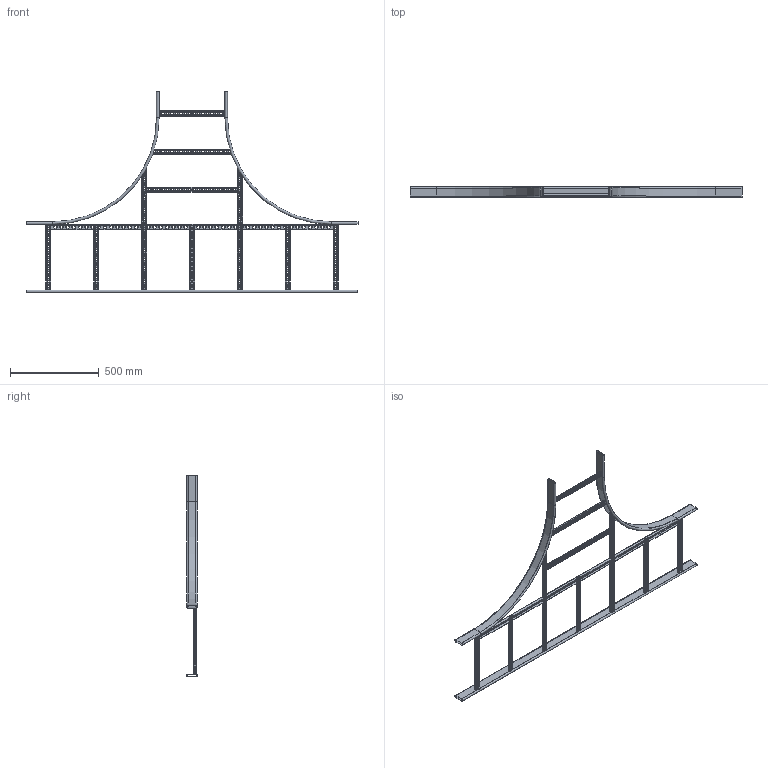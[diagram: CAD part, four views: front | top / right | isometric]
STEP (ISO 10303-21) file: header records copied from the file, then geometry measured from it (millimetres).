
FILE_DESCRIPTION (( 'STEP AP203' ), '1' );
FILE_NAME ('10-04-6378.STEP', '2013-05-02T10:07:07', ( 'asennus' ), ( '' ), 'SwSTEP 2.0', 'SolidWorks 2013', '' );
FILE_SCHEMA (( 'CONFIG_CONTROL_DESIGN' ));
Length unit declared in the file: millimetre
Products named in the file (1): 10-04-6378
Bounding box: 1870 x 60 x 1135 mm (x, y, z)
Volume: 1020801 mm3; surface area: 1904772.8 mm2
Topology: 14 solids, 14 shells, 1562 faces, 4162 edges, 2628 vertices
Faces by surface type: plane 886, cylinder 650, bspline 18, torus 8
Entity records: 50129 total; most frequent: CARTESIAN_POINT 9931, ORIENTED_EDGE 8324, DIRECTION 8252, EDGE_CURVE 4162, VECTOR 2762, LINE 2762, AXIS2_PLACEMENT_3D 2745, VERTEX_POINT 2628
